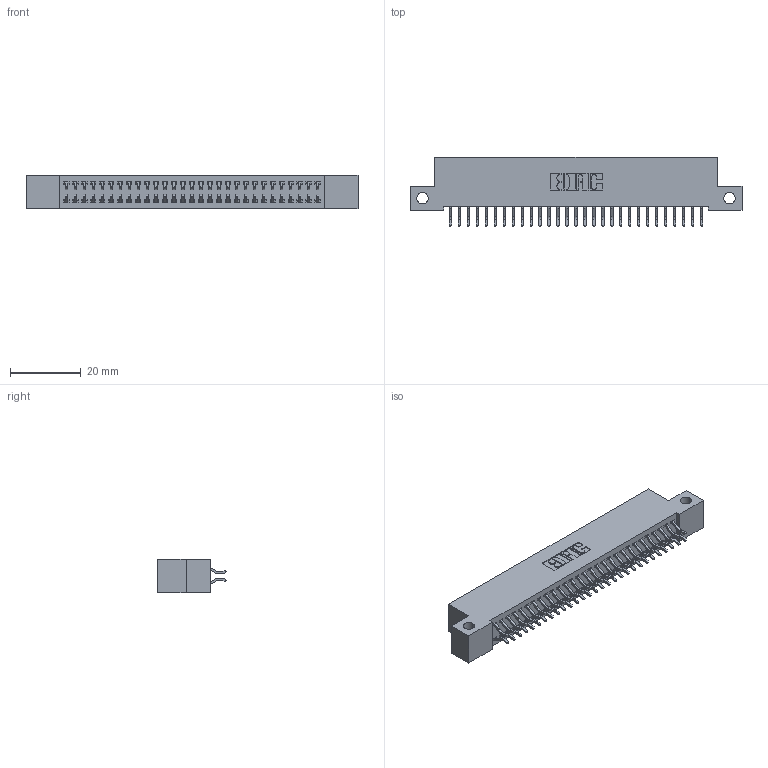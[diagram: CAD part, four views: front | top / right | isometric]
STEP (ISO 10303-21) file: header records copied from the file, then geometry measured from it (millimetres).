
FILE_DESCRIPTION (( 'STEP AP203' ), '1' );
FILE_NAME ('392-058-556-212.STEP', '2019-10-08T16:55:39', ( '' ), ( '' ), 'SwSTEP 2.0', 'SolidWorks 2016', '' );
FILE_SCHEMA (( 'CONFIG_CONTROL_DESIGN' ));
Length unit declared in the file: inch
Products named in the file (3): 342 Part_Side Mount; 345-292-001_556 Tail; 392-058-556-212
Assembly tree (59 placements, depth 2):
  392-058-556-212
    342 Part_Side Mount
    345-292-001_556 Tail  x58
Bounding box: 93.98 x 19.58 x 9.4 mm (x, y, z)
Volume: 8307.2 mm3; surface area: 12985.6 mm2
Topology: 59 solids, 59 shells, 3474 faces, 10333 edges, 6810 vertices
Faces by surface type: plane 2386, cylinder 1088
Entity records: 20429 total; most frequent: CARTESIAN_POINT 3414, ORIENTED_EDGE 3338, DIRECTION 2929, EDGE_CURVE 1669, LINE 1533, VECTOR 1533, VERTEX_POINT 1110, AXIS2_PLACEMENT_3D 698
